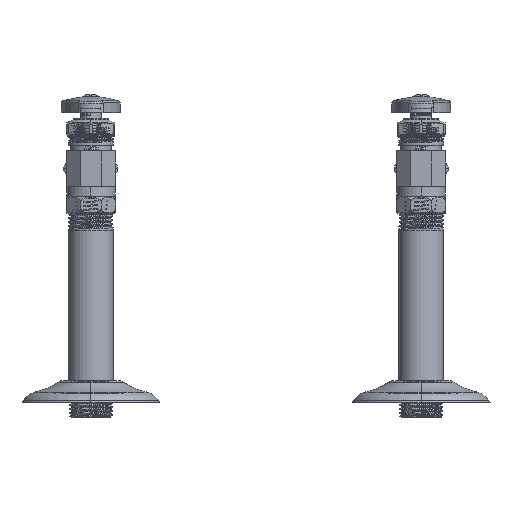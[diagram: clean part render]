
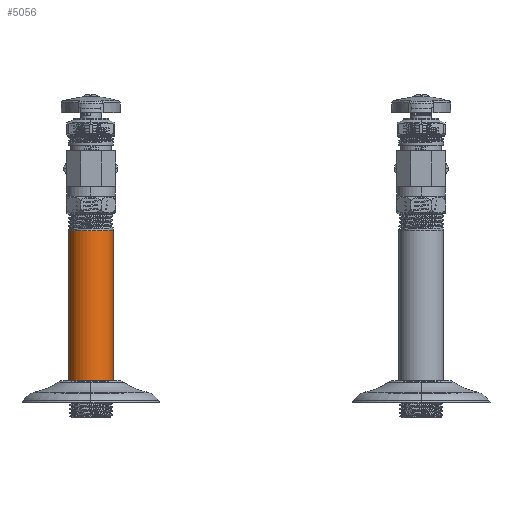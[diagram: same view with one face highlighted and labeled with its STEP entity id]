
A CAD part, front view. The second image highlights one B-rep face of the part: STEP entity #5056.
In plain terms, the highlighted cylindrical face has radius 10.3 mm (diameter 20.599 mm), a partial arc.
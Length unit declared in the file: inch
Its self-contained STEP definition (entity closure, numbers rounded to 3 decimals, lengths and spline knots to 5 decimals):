
#60=CARTESIAN_POINT('',(0.,0.,-3.675));
#61=DIRECTION('',(0.,0.,1.));
#62=DIRECTION('',(-1.,0.,0.));
#63=AXIS2_PLACEMENT_3D('',#60,#61,#62);
#88=CARTESIAN_POINT('',(0.,0.,-3.675));
#89=DIRECTION('',(0.,0.,1.));
#90=DIRECTION('',(0.,-1.,0.));
#91=AXIS2_PLACEMENT_3D('',#88,#89,#90);
#1029=DIRECTION('',(0.,0.,1.));
#1030=VECTOR('',#1029,2.8);
#1031=CARTESIAN_POINT('',(-0.4055,0.,-3.675));
#1032=LINE('',#1031,#1030);
#1033=DIRECTION('',(0.,0.,-1.));
#1034=VECTOR('',#1033,2.8);
#1035=CARTESIAN_POINT('',(0.4055,0.,-0.875));
#1036=LINE('',#1035,#1034);
#1052=CARTESIAN_POINT('',(0.,0.,-0.875));
#1053=DIRECTION('',(0.,0.,-1.));
#1054=DIRECTION('',(0.,-1.,0.));
#1055=AXIS2_PLACEMENT_3D('',#1052,#1053,#1054);
#1413=CARTESIAN_POINT('',(0.,0.,-0.875));
#1414=DIRECTION('',(0.,0.,-1.));
#1415=DIRECTION('',(1.,0.,0.));
#1416=AXIS2_PLACEMENT_3D('',#1413,#1414,#1415);
#3191=CARTESIAN_POINT('',(0.,-0.4055,-0.875));
#3192=VERTEX_POINT('',#3191);
#3193=CARTESIAN_POINT('',(-0.4055,0.,-0.875));
#3194=VERTEX_POINT('',#3193);
#3227=CARTESIAN_POINT('',(0.4055,0.,-0.875));
#3228=VERTEX_POINT('',#3227);
#3237=CARTESIAN_POINT('',(-0.4055,0.,-3.675));
#3239=VERTEX_POINT('',#3237);
#3240=CARTESIAN_POINT('',(0.4055,0.,-3.675));
#3241=VERTEX_POINT('',#3240);
#3243=CARTESIAN_POINT('',(0.,-0.4055,-3.675));
#3244=VERTEX_POINT('',#3243);
#5041=CARTESIAN_POINT('',(0.,0.,-3.731));
#5042=DIRECTION('',(0.,0.,1.));
#5043=DIRECTION('',(1.,0.,0.));
#5044=AXIS2_PLACEMENT_3D('',#5041,#5042,#5043);
#5045=CYLINDRICAL_SURFACE('',#5044,0.4055);
#5046=ORIENTED_EDGE('',*,*,#3622,.F.);
#5047=ORIENTED_EDGE('',*,*,#3643,.T.);
#5049=ORIENTED_EDGE('',*,*,#5048,.F.);
#5051=ORIENTED_EDGE('',*,*,#5050,.F.);
#5052=ORIENTED_EDGE('',*,*,#3637,.T.);
#5053=ORIENTED_EDGE('',*,*,#3659,.F.);
#5054=EDGE_LOOP('',(#5046,#5047,#5049,#5051,#5052,#5053));
#5055=FACE_OUTER_BOUND('',#5054,.F.);
#5056=ADVANCED_FACE('',(#5055),#5045,.T.);
#64=CIRCLE('',#63,0.4055);
#92=CIRCLE('',#91,0.4055);
#1056=CIRCLE('',#1055,0.4055);
#1417=CIRCLE('',#1416,0.4055);
#3622=EDGE_CURVE('',#3239,#3244,#64,.T.);
#3637=EDGE_CURVE('',#3228,#3241,#1036,.T.);
#3643=EDGE_CURVE('',#3239,#3194,#1032,.T.);
#3659=EDGE_CURVE('',#3244,#3241,#92,.T.);
#5048=EDGE_CURVE('',#3192,#3194,#1056,.T.);
#5050=EDGE_CURVE('',#3228,#3192,#1417,.T.);
